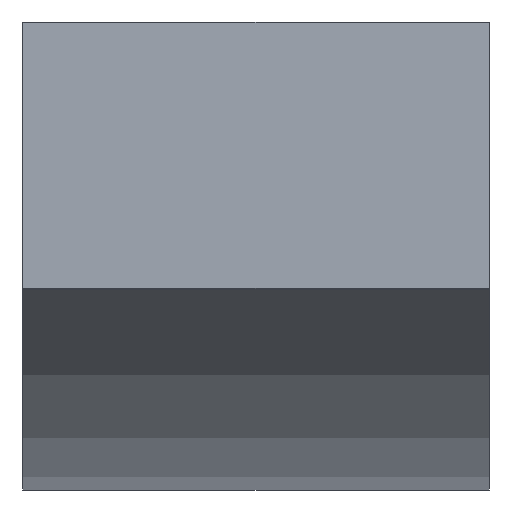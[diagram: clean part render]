
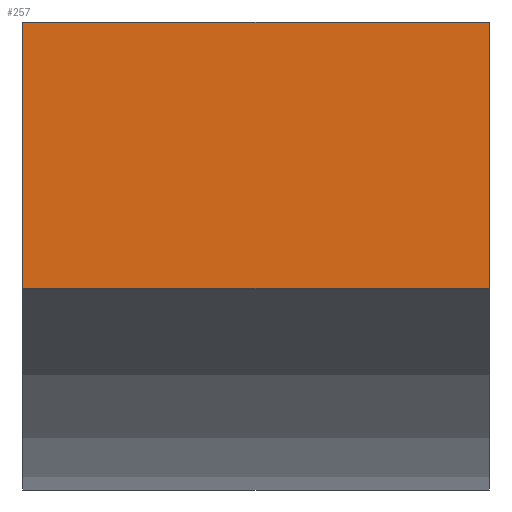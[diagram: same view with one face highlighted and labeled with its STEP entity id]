
A CAD part, top view. The second image highlights one B-rep face of the part: STEP entity #257.
In plain terms, the highlighted planar face has unit normal (0, 0, 1).
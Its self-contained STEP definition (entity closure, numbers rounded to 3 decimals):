
#24=PLANE('',#293);
#41=FACE_OUTER_BOUND('',#59,.T.);
#59=EDGE_LOOP('',(#221,#222,#223,#224));
#72=LINE('',#408,#96);
#84=LINE('',#435,#108);
#85=LINE('',#437,#109);
#86=LINE('',#438,#110);
#96=VECTOR('',#334,10.);
#108=VECTOR('',#358,10.);
#109=VECTOR('',#361,10.);
#110=VECTOR('',#362,10.);
#131=VERTEX_POINT('',#404);
#133=VERTEX_POINT('',#407);
#141=VERTEX_POINT('',#431);
#142=VERTEX_POINT('',#433);
#158=EDGE_CURVE('',#131,#133,#72,.F.);
#172=EDGE_CURVE('',#141,#142,#84,.T.);
#173=EDGE_CURVE('',#141,#131,#85,.T.);
#174=EDGE_CURVE('',#133,#142,#86,.F.);
#221=ORIENTED_EDGE('',*,*,#173,.F.);
#222=ORIENTED_EDGE('',*,*,#172,.T.);
#223=ORIENTED_EDGE('',*,*,#174,.F.);
#224=ORIENTED_EDGE('',*,*,#158,.F.);
#257=ADVANCED_FACE('',(#41),#24,.T.);
#293=AXIS2_PLACEMENT_3D('',#436,#359,#360);
#334=DIRECTION('',(1.,0.,0.));
#358=DIRECTION('',(-1.,0.,0.));
#359=DIRECTION('center_axis',(0.,0.,1.));
#360=DIRECTION('ref_axis',(0.,1.,0.));
#361=DIRECTION('',(0.,-1.,0.));
#362=DIRECTION('',(0.,-1.,0.));
#404=CARTESIAN_POINT('',(30.5,-10.5,16.5));
#407=CARTESIAN_POINT('',(23.5,-10.5,16.5));
#408=CARTESIAN_POINT('',(30.5,-10.5,16.5));
#431=CARTESIAN_POINT('',(30.5,-6.5,16.5));
#433=CARTESIAN_POINT('',(23.5,-6.5,16.5));
#435=CARTESIAN_POINT('',(30.5,-6.5,16.5));
#436=CARTESIAN_POINT('Origin',(30.5,-10.5,16.5));
#437=CARTESIAN_POINT('',(30.5,-10.25,16.5));
#438=CARTESIAN_POINT('',(23.5,-10.25,16.5));
